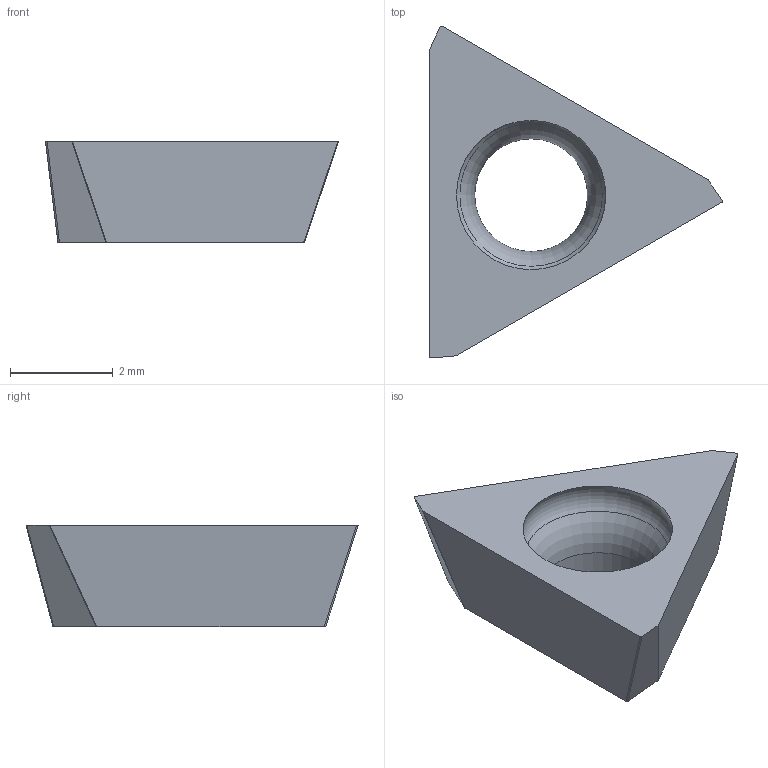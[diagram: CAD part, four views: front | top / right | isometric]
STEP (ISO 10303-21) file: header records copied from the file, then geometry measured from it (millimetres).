
FILE_DESCRIPTION(/* description */ (''),/* implementation_level */ '2;1');
FILE_NAME(/* name */ 'aaa337249_a.stp',/* time_stamp */ '2019-09-16T14:03:48+02:00',/* author */ (''),/* organization */ ('SMS'),/* preprocessor_version */ 'ST-DEVELOPER v16.7',/* originating_system */ 'SIEMENS PLM Software NX 12.0',/* authorisation */ '');
FILE_SCHEMA (('AUTOMOTIVE_DESIGN { 1 0 10303 214 3 1 1 1 }'));
Length unit declared in the file: millimetre
Products named in the file (1): AAA337249_A
Bounding box: 5.72 x 6.48 x 1.98 mm (x, y, z)
Volume: 25.2 mm3; surface area: 77.2 mm2
Topology: 1 solids, 1 shells, 17 faces, 44 edges, 31 vertices
Faces by surface type: plane 8, cylinder 7, torus 2
Full cylindrical faces by diameter (mm): 2.2 x1
Entity records: 625 total; most frequent: CARTESIAN_POINT 147, DIRECTION 96, ORIENTED_EDGE 80, EDGE_CURVE 40, AXIS2_PLACEMENT_3D 36, VERTEX_POINT 28, LINE 24, VECTOR 24
